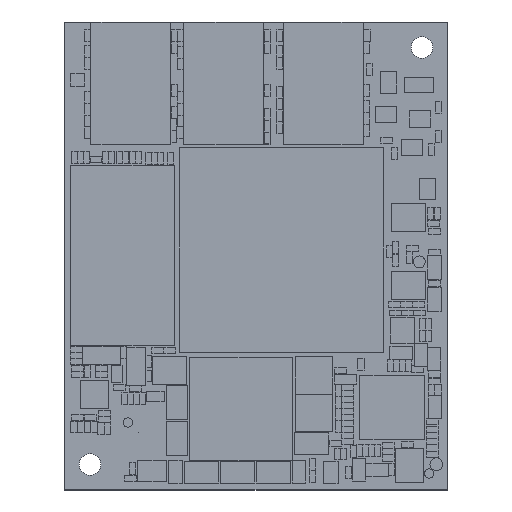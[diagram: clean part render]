
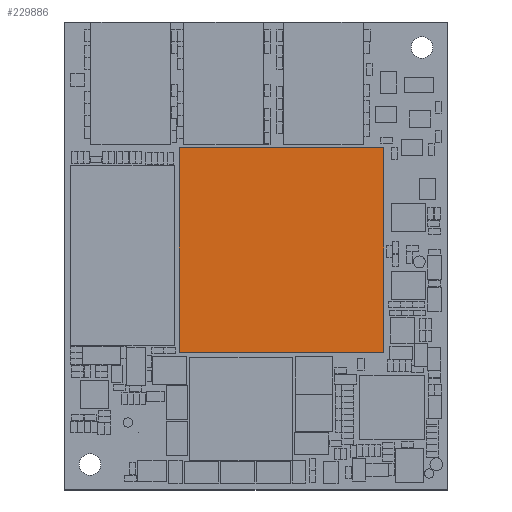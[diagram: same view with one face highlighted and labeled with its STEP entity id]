
A CAD part, top view. The second image highlights one B-rep face of the part: STEP entity #229886.
In plain terms, the highlighted planar face has unit normal (0, 0, 1).
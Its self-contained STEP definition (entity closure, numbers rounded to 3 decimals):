
#229572 = VERTEX_POINT('',#229573);
#229573 = CARTESIAN_POINT('',(37.5,16.2,2.6));
#229580 = PLANE('',#229581);
#229581 = AXIS2_PLACEMENT_3D('',#229582,#229583,#229584);
#229582 = CARTESIAN_POINT('',(37.5,16.2,0.));
#229583 = DIRECTION('',(-1.,0.,0.));
#229584 = DIRECTION('',(0.,1.,0.));
#229592 = PLANE('',#229593);
#229593 = AXIS2_PLACEMENT_3D('',#229594,#229595,#229596);
#229594 = CARTESIAN_POINT('',(13.5,16.2,0.));
#229595 = DIRECTION('',(0.,1.,0.));
#229596 = DIRECTION('',(1.,0.,0.));
#229604 = EDGE_CURVE('',#229572,#229605,#229607,.T.);
#229605 = VERTEX_POINT('',#229606);
#229606 = CARTESIAN_POINT('',(37.5,40.2,2.6));
#229607 = SURFACE_CURVE('',#229608,(#229612,#229619),.PCURVE_S1.);
#229608 = LINE('',#229609,#229610);
#229609 = CARTESIAN_POINT('',(37.5,16.2,2.6));
#229610 = VECTOR('',#229611,1.);
#229611 = DIRECTION('',(0.,1.,0.));
#229612 = PCURVE('',#229580,#229613);
#229613 = DEFINITIONAL_REPRESENTATION('',(#229614),#229618);
#229614 = LINE('',#229615,#229616);
#229615 = CARTESIAN_POINT('',(0.,-2.6));
#229616 = VECTOR('',#229617,1.);
#229617 = DIRECTION('',(1.,0.));
#229618 = ( GEOMETRIC_REPRESENTATION_CONTEXT(2) 
PARAMETRIC_REPRESENTATION_CONTEXT() REPRESENTATION_CONTEXT('2D SPACE',''
  ) );
#229619 = PCURVE('',#229620,#229625);
#229620 = PLANE('',#229621);
#229621 = AXIS2_PLACEMENT_3D('',#229622,#229623,#229624);
#229622 = CARTESIAN_POINT('',(37.5,16.2,2.6));
#229623 = DIRECTION('',(0.,0.,-1.));
#229624 = DIRECTION('',(0.,-1.,0.));
#229625 = DEFINITIONAL_REPRESENTATION('',(#229626),#229630);
#229626 = LINE('',#229627,#229628);
#229627 = CARTESIAN_POINT('',(0.,0.));
#229628 = VECTOR('',#229629,1.);
#229629 = DIRECTION('',(-1.,0.));
#229630 = ( GEOMETRIC_REPRESENTATION_CONTEXT(2) 
PARAMETRIC_REPRESENTATION_CONTEXT() REPRESENTATION_CONTEXT('2D SPACE',''
  ) );
#229648 = PLANE('',#229649);
#229649 = AXIS2_PLACEMENT_3D('',#229650,#229651,#229652);
#229650 = CARTESIAN_POINT('',(37.5,40.2,0.));
#229651 = DIRECTION('',(0.,-1.,0.));
#229652 = DIRECTION('',(-1.,0.,0.));
#229692 = VERTEX_POINT('',#229693);
#229693 = CARTESIAN_POINT('',(13.5,16.2,2.6));
#229707 = PLANE('',#229708);
#229708 = AXIS2_PLACEMENT_3D('',#229709,#229710,#229711);
#229709 = CARTESIAN_POINT('',(13.5,40.2,0.));
#229710 = DIRECTION('',(1.,0.,0.));
#229711 = DIRECTION('',(0.,-1.,0.));
#229719 = EDGE_CURVE('',#229692,#229572,#229720,.T.);
#229720 = SURFACE_CURVE('',#229721,(#229725,#229732),.PCURVE_S1.);
#229721 = LINE('',#229722,#229723);
#229722 = CARTESIAN_POINT('',(13.5,16.2,2.6));
#229723 = VECTOR('',#229724,1.);
#229724 = DIRECTION('',(1.,0.,0.));
#229725 = PCURVE('',#229592,#229726);
#229726 = DEFINITIONAL_REPRESENTATION('',(#229727),#229731);
#229727 = LINE('',#229728,#229729);
#229728 = CARTESIAN_POINT('',(0.,-2.6));
#229729 = VECTOR('',#229730,1.);
#229730 = DIRECTION('',(1.,0.));
#229731 = ( GEOMETRIC_REPRESENTATION_CONTEXT(2) 
PARAMETRIC_REPRESENTATION_CONTEXT() REPRESENTATION_CONTEXT('2D SPACE',''
  ) );
#229732 = PCURVE('',#229620,#229733);
#229733 = DEFINITIONAL_REPRESENTATION('',(#229734),#229738);
#229734 = LINE('',#229735,#229736);
#229735 = CARTESIAN_POINT('',(0.,24.));
#229736 = VECTOR('',#229737,1.);
#229737 = DIRECTION('',(0.,-1.));
#229738 = ( GEOMETRIC_REPRESENTATION_CONTEXT(2) 
PARAMETRIC_REPRESENTATION_CONTEXT() REPRESENTATION_CONTEXT('2D SPACE',''
  ) );
#229766 = EDGE_CURVE('',#229605,#229767,#229769,.T.);
#229767 = VERTEX_POINT('',#229768);
#229768 = CARTESIAN_POINT('',(13.5,40.2,2.6));
#229769 = SURFACE_CURVE('',#229770,(#229774,#229781),.PCURVE_S1.);
#229770 = LINE('',#229771,#229772);
#229771 = CARTESIAN_POINT('',(37.5,40.2,2.6));
#229772 = VECTOR('',#229773,1.);
#229773 = DIRECTION('',(-1.,0.,0.));
#229774 = PCURVE('',#229648,#229775);
#229775 = DEFINITIONAL_REPRESENTATION('',(#229776),#229780);
#229776 = LINE('',#229777,#229778);
#229777 = CARTESIAN_POINT('',(0.,-2.6));
#229778 = VECTOR('',#229779,1.);
#229779 = DIRECTION('',(1.,0.));
#229780 = ( GEOMETRIC_REPRESENTATION_CONTEXT(2) 
PARAMETRIC_REPRESENTATION_CONTEXT() REPRESENTATION_CONTEXT('2D SPACE',''
  ) );
#229781 = PCURVE('',#229620,#229782);
#229782 = DEFINITIONAL_REPRESENTATION('',(#229783),#229787);
#229783 = LINE('',#229784,#229785);
#229784 = CARTESIAN_POINT('',(-24.,0.));
#229785 = VECTOR('',#229786,1.);
#229786 = DIRECTION('',(0.,1.));
#229787 = ( GEOMETRIC_REPRESENTATION_CONTEXT(2) 
PARAMETRIC_REPRESENTATION_CONTEXT() REPRESENTATION_CONTEXT('2D SPACE',''
  ) );
#229837 = EDGE_CURVE('',#229767,#229692,#229838,.T.);
#229838 = SURFACE_CURVE('',#229839,(#229843,#229850),.PCURVE_S1.);
#229839 = LINE('',#229840,#229841);
#229840 = CARTESIAN_POINT('',(13.5,40.2,2.6));
#229841 = VECTOR('',#229842,1.);
#229842 = DIRECTION('',(0.,-1.,0.));
#229843 = PCURVE('',#229707,#229844);
#229844 = DEFINITIONAL_REPRESENTATION('',(#229845),#229849);
#229845 = LINE('',#229846,#229847);
#229846 = CARTESIAN_POINT('',(0.,-2.6));
#229847 = VECTOR('',#229848,1.);
#229848 = DIRECTION('',(1.,0.));
#229849 = ( GEOMETRIC_REPRESENTATION_CONTEXT(2) 
PARAMETRIC_REPRESENTATION_CONTEXT() REPRESENTATION_CONTEXT('2D SPACE',''
  ) );
#229850 = PCURVE('',#229620,#229851);
#229851 = DEFINITIONAL_REPRESENTATION('',(#229852),#229856);
#229852 = LINE('',#229853,#229854);
#229853 = CARTESIAN_POINT('',(-24.,24.));
#229854 = VECTOR('',#229855,1.);
#229855 = DIRECTION('',(1.,0.));
#229856 = ( GEOMETRIC_REPRESENTATION_CONTEXT(2) 
PARAMETRIC_REPRESENTATION_CONTEXT() REPRESENTATION_CONTEXT('2D SPACE',''
  ) );
#229886 = ADVANCED_FACE('',(#229887),#229620,.F.);
#229887 = FACE_BOUND('',#229888,.F.);
#229888 = EDGE_LOOP('',(#229889,#229890,#229891,#229892));
#229889 = ORIENTED_EDGE('',*,*,#229604,.F.);
#229890 = ORIENTED_EDGE('',*,*,#229719,.F.);
#229891 = ORIENTED_EDGE('',*,*,#229837,.F.);
#229892 = ORIENTED_EDGE('',*,*,#229766,.F.);
